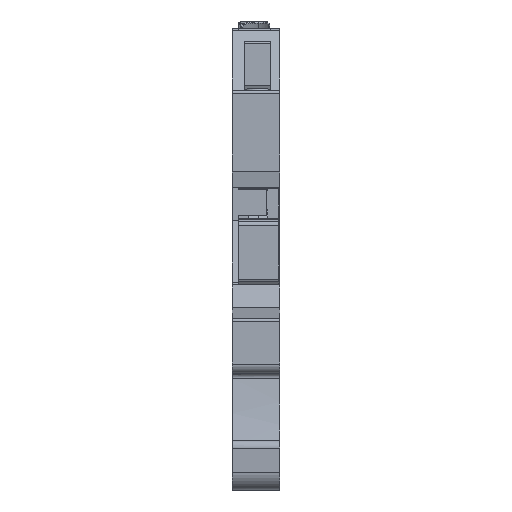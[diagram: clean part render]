
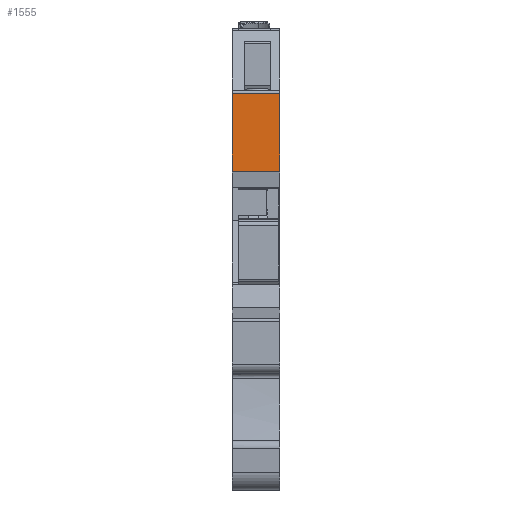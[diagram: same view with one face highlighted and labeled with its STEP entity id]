
A CAD part, front view. The second image highlights one B-rep face of the part: STEP entity #1555.
In plain terms, the highlighted planar face has unit normal (0, -1, 0).
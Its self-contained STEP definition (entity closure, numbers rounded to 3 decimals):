
#1519=AXIS2_PLACEMENT_3D('Plane Axis2P3D',#1516,#1517,#1518) ;
#1223=CARTESIAN_POINT('Line Origine',(0.025,2.266,42.35)) ;
#1227=CARTESIAN_POINT('Vertex',(0.05,2.266,42.35)) ;
#1229=CARTESIAN_POINT('Vertex',(0.,2.266,42.35)) ;
#1260=CARTESIAN_POINT('Line Origine',(2.55,2.266,42.35)) ;
#1264=CARTESIAN_POINT('Vertex',(5.1,2.266,42.35)) ;
#1516=CARTESIAN_POINT('Axis2P3D Location',(0.,2.266,41.6)) ;
#1521=CARTESIAN_POINT('Line Origine',(0.025,2.266,34.045)) ;
#1525=CARTESIAN_POINT('Vertex',(0.05,2.266,34.045)) ;
#1527=CARTESIAN_POINT('Vertex',(0.,2.266,34.045)) ;
#1530=CARTESIAN_POINT('Line Origine',(2.575,2.266,34.045)) ;
#1534=CARTESIAN_POINT('Vertex',(5.1,2.266,34.045)) ;
#1537=CARTESIAN_POINT('Line Origine',(5.1,2.266,38.198)) ;
#1542=CARTESIAN_POINT('Line Origine',(0.,2.266,38.198)) ;
#1224=DIRECTION('Vector Direction',(-1.,0.,0.)) ;
#1261=DIRECTION('Vector Direction',(1.,0.,0.)) ;
#1517=DIRECTION('Axis2P3D Direction',(0.,-1.,0.)) ;
#1518=DIRECTION('Axis2P3D XDirection',(0.,0.,-1.)) ;
#1522=DIRECTION('Vector Direction',(-1.,0.,0.)) ;
#1531=DIRECTION('Vector Direction',(1.,0.,0.)) ;
#1538=DIRECTION('Vector Direction',(0.,0.,1.)) ;
#1543=DIRECTION('Vector Direction',(0.,0.,-1.)) ;
#1225=VECTOR('Line Direction',#1224,1.) ;
#1262=VECTOR('Line Direction',#1261,1.) ;
#1523=VECTOR('Line Direction',#1522,1.) ;
#1532=VECTOR('Line Direction',#1531,1.) ;
#1539=VECTOR('Line Direction',#1538,1.) ;
#1544=VECTOR('Line Direction',#1543,1.) ;
#1548=ORIENTED_EDGE('',*,*,#1529,.F.) ;
#1549=ORIENTED_EDGE('',*,*,#1536,.T.) ;
#1550=ORIENTED_EDGE('',*,*,#1541,.T.) ;
#1551=ORIENTED_EDGE('',*,*,#1266,.F.) ;
#1552=ORIENTED_EDGE('',*,*,#1231,.T.) ;
#1553=ORIENTED_EDGE('',*,*,#1546,.F.) ;
#1555=ADVANCED_FACE('MLD_AITB_2-5_BB_NDT_1T_BL_P001785.1\\MLD_AITB_2-5_BB_NDT_1T_BL_P001785',(#1554),#1520,.T.) ;
#1231=EDGE_CURVE('',#1228,#1230,#1226,.T.) ;
#1266=EDGE_CURVE('',#1228,#1265,#1263,.T.) ;
#1529=EDGE_CURVE('',#1526,#1528,#1524,.T.) ;
#1536=EDGE_CURVE('',#1526,#1535,#1533,.T.) ;
#1541=EDGE_CURVE('',#1535,#1265,#1540,.T.) ;
#1546=EDGE_CURVE('',#1528,#1230,#1545,.F.) ;
#1547=EDGE_LOOP('',(#1548,#1549,#1550,#1551,#1552,#1553)) ;
#1554=FACE_OUTER_BOUND('',#1547,.T.) ;
#1226=LINE('Line',#1223,#1225) ;
#1263=LINE('Line',#1260,#1262) ;
#1524=LINE('Line',#1521,#1523) ;
#1533=LINE('Line',#1530,#1532) ;
#1540=LINE('Line',#1537,#1539) ;
#1545=LINE('Line',#1542,#1544) ;
#1520=PLANE('',#1519) ;
#1228=VERTEX_POINT('',#1227) ;
#1230=VERTEX_POINT('',#1229) ;
#1265=VERTEX_POINT('',#1264) ;
#1526=VERTEX_POINT('',#1525) ;
#1528=VERTEX_POINT('',#1527) ;
#1535=VERTEX_POINT('',#1534) ;
